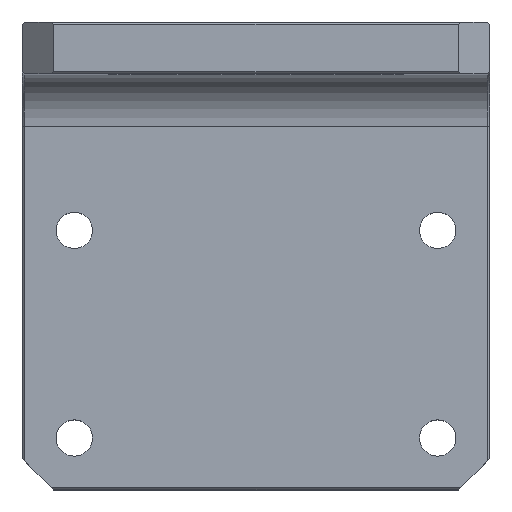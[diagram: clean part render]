
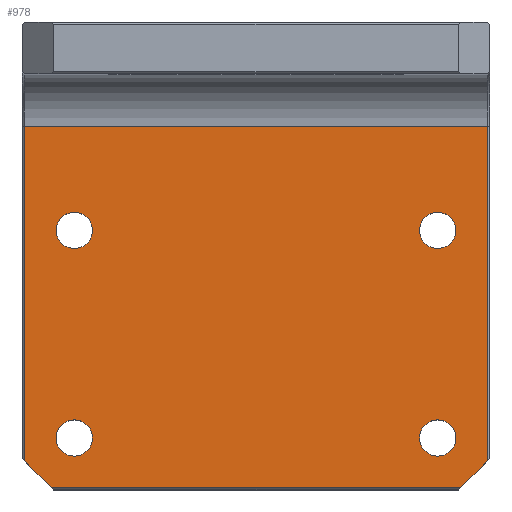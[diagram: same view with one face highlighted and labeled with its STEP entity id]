
A CAD part, top view. The second image highlights one B-rep face of the part: STEP entity #978.
In plain terms, the highlighted planar face has unit normal (0, 0, 1).
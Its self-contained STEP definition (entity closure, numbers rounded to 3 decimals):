
#7 = VERTEX_POINT ( 'NONE', #1675 ) ;
#13 = EDGE_LOOP ( 'NONE', ( #1652, #459 ) ) ;
#18 = AXIS2_PLACEMENT_3D ( 'NONE', #1414, #1350, #1348 ) ;
#46 = VERTEX_POINT ( 'NONE', #1367 ) ;
#55 = AXIS2_PLACEMENT_3D ( 'NONE', #1703, #1689, #1687 ) ;
#68 = VERTEX_POINT ( 'NONE', #710 ) ;
#79 = ORIENTED_EDGE ( 'NONE', *, *, #833, .T. ) ;
#136 = LINE ( 'NONE', #1218, #870 ) ;
#153 = VERTEX_POINT ( 'NONE', #685 ) ;
#192 = VERTEX_POINT ( 'NONE', #1044 ) ;
#208 = AXIS2_PLACEMENT_3D ( 'NONE', #358, #353, #345 ) ;
#215 = ORIENTED_EDGE ( 'NONE', *, *, #1267, .T. ) ;
#220 = ORIENTED_EDGE ( 'NONE', *, *, #669, .F. ) ;
#230 = AXIS2_PLACEMENT_3D ( 'NONE', #1021, #531, #855 ) ;
#234 = AXIS2_PLACEMENT_3D ( 'NONE', #1361, #653, #630 ) ;
#256 = ORIENTED_EDGE ( 'NONE', *, *, #1086, .F. ) ;
#265 = ORIENTED_EDGE ( 'NONE', *, *, #1550, .F. ) ;
#292 = ORIENTED_EDGE ( 'NONE', *, *, #1735, .T. ) ;
#295 = VERTEX_POINT ( 'NONE', #1134 ) ;
#296 = ORIENTED_EDGE ( 'NONE', *, *, #1439, .F. ) ;
#301 = AXIS2_PLACEMENT_3D ( 'NONE', #1229, #1258, #1190 ) ;
#307 = EDGE_LOOP ( 'NONE', ( #256, #1136 ) ) ;
#343 = CARTESIAN_POINT ( 'NONE',  ( -15.75, -15., 5. ) ) ;
#345 = DIRECTION ( 'NONE',  ( 1., 0., 0. ) ) ;
#352 = ORIENTED_EDGE ( 'NONE', *, *, #770, .F. ) ;
#353 = DIRECTION ( 'NONE',  ( 0., 0., 1. ) ) ;
#358 = CARTESIAN_POINT ( 'NONE',  ( 17.5, 5., 5. ) ) ;
#371 = AXIS2_PLACEMENT_3D ( 'NONE', #1395, #712, #1370 ) ;
#383 = VERTEX_POINT ( 'NONE', #785 ) ;
#459 = ORIENTED_EDGE ( 'NONE', *, *, #753, .F. ) ;
#472 = CARTESIAN_POINT ( 'NONE',  ( 17.5, -15., 5. ) ) ;
#486 = CARTESIAN_POINT ( 'NONE',  ( 22.3, 15., 5. ) ) ;
#507 = DIRECTION ( 'NONE',  ( -0.707, 0.707, 0. ) ) ;
#516 = ORIENTED_EDGE ( 'NONE', *, *, #766, .F. ) ;
#519 = EDGE_LOOP ( 'NONE', ( #952, #352 ) ) ;
#520 = VERTEX_POINT ( 'NONE', #343 ) ;
#525 = CARTESIAN_POINT ( 'NONE',  ( 19.25, -15., 5. ) ) ;
#527 = EDGE_LOOP ( 'NONE', ( #296, #292, #1091, #215, #265, #79 ) ) ;
#531 = DIRECTION ( 'NONE',  ( 0., 0., 1. ) ) ;
#534 = CIRCLE ( 'NONE', #18, 1.75 ) ;
#541 = CARTESIAN_POINT ( 'NONE',  ( -22.5, -17., 5. ) ) ;
#568 = EDGE_LOOP ( 'NONE', ( #220, #516 ) ) ;
#574 = LINE ( 'NONE', #541, #908 ) ;
#586 = VECTOR ( 'NONE', #1411, 1000. ) ;
#595 = VECTOR ( 'NONE', #704, 1000. ) ;
#616 = LINE ( 'NONE', #1650, #1160 ) ;
#630 = DIRECTION ( 'NONE',  ( 1., 0., 0. ) ) ;
#653 = DIRECTION ( 'NONE',  ( 0., 0., 1. ) ) ;
#669 = EDGE_CURVE ( 'NONE', #46, #520, #743, .T. ) ;
#679 = EDGE_CURVE ( 'NONE', #153, #7, #772, .T. ) ;
#685 = CARTESIAN_POINT ( 'NONE',  ( 19.25, 5., 5. ) ) ;
#704 = DIRECTION ( 'NONE',  ( -0.707, -0.707, 0. ) ) ;
#708 = DIRECTION ( 'NONE',  ( 1., 0., 0. ) ) ;
#710 = CARTESIAN_POINT ( 'NONE',  ( -15.75, 5., 5. ) ) ;
#712 = DIRECTION ( 'NONE',  ( 0., 0., 1. ) ) ;
#743 = CIRCLE ( 'NONE', #371, 1.75 ) ;
#753 = EDGE_CURVE ( 'NONE', #1260, #1509, #814, .T. ) ;
#766 = EDGE_CURVE ( 'NONE', #520, #46, #822, .T. ) ;
#770 = EDGE_CURVE ( 'NONE', #7, #153, #823, .T. ) ;
#772 = CIRCLE ( 'NONE', #301, 1.75 ) ;
#782 = LINE ( 'NONE', #1544, #586 ) ;
#785 = CARTESIAN_POINT ( 'NONE',  ( -19.7, -19.8, 5. ) ) ;
#814 = CIRCLE ( 'NONE', #234, 1.75 ) ;
#822 = CIRCLE ( 'NONE', #230, 1.75 ) ;
#823 = CIRCLE ( 'NONE', #208, 1.75 ) ;
#833 = EDGE_CURVE ( 'NONE', #383, #192, #857, .T. ) ;
#847 = DIRECTION ( 'NONE',  ( 0., 0., 1. ) ) ;
#855 = DIRECTION ( 'NONE',  ( 1., 0., 0. ) ) ;
#857 = LINE ( 'NONE', #1476, #868 ) ;
#868 = VECTOR ( 'NONE', #1365, 1000. ) ;
#870 = VECTOR ( 'NONE', #1213, 1000. ) ;
#886 = DIRECTION ( 'NONE',  ( 1., 0., 0. ) ) ;
#887 = DIRECTION ( 'NONE',  ( 0., 0., 1. ) ) ;
#889 = CARTESIAN_POINT ( 'NONE',  ( -17.5, 5., 5. ) ) ;
#908 = VECTOR ( 'NONE', #507, 1000. ) ;
#917 = FACE_OUTER_BOUND ( 'NONE', #527, .T. ) ;
#952 = ORIENTED_EDGE ( 'NONE', *, *, #679, .F. ) ;
#975 = VERTEX_POINT ( 'NONE', #1068 ) ;
#978 = ADVANCED_FACE ( 'NONE', ( #1158, #1189, #1182, #1193, #917 ), #1710, .T. ) ;
#1021 = CARTESIAN_POINT ( 'NONE',  ( -17.5, -15., 5. ) ) ;
#1044 = CARTESIAN_POINT ( 'NONE',  ( 19.7, -19.8, 5. ) ) ;
#1068 = CARTESIAN_POINT ( 'NONE',  ( -22.3, 15., 5. ) ) ;
#1083 = VERTEX_POINT ( 'NONE', #1352 ) ;
#1086 = EDGE_CURVE ( 'NONE', #295, #68, #534, .T. ) ;
#1091 = ORIENTED_EDGE ( 'NONE', *, *, #1698, .T. ) ;
#1134 = CARTESIAN_POINT ( 'NONE',  ( -19.25, 5., 5. ) ) ;
#1136 = ORIENTED_EDGE ( 'NONE', *, *, #1354, .F. ) ;
#1158 = FACE_BOUND ( 'NONE', #568, .T. ) ;
#1160 = VECTOR ( 'NONE', #1656, 1000. ) ;
#1165 = CARTESIAN_POINT ( 'NONE',  ( 19.5, -20., 5. ) ) ;
#1182 = FACE_BOUND ( 'NONE', #519, .T. ) ;
#1189 = FACE_BOUND ( 'NONE', #307, .T. ) ;
#1190 = DIRECTION ( 'NONE',  ( 1., 0., 0. ) ) ;
#1193 = FACE_BOUND ( 'NONE', #13, .T. ) ;
#1213 = DIRECTION ( 'NONE',  ( 0., -1., 0. ) ) ;
#1218 = CARTESIAN_POINT ( 'NONE',  ( -22.3, -17., 5. ) ) ;
#1227 = VERTEX_POINT ( 'NONE', #1302 ) ;
#1229 = CARTESIAN_POINT ( 'NONE',  ( 17.5, 5., 5. ) ) ;
#1238 = CARTESIAN_POINT ( 'NONE',  ( 15.75, -15., 5. ) ) ;
#1258 = DIRECTION ( 'NONE',  ( 0., 0., 1. ) ) ;
#1260 = VERTEX_POINT ( 'NONE', #1238 ) ;
#1267 = EDGE_CURVE ( 'NONE', #975, #1083, #136, .T. ) ;
#1302 = CARTESIAN_POINT ( 'NONE',  ( 22.3, -17.2, 5. ) ) ;
#1348 = DIRECTION ( 'NONE',  ( 1., 0., 0. ) ) ;
#1350 = DIRECTION ( 'NONE',  ( 0., 0., 1. ) ) ;
#1352 = CARTESIAN_POINT ( 'NONE',  ( -22.3, -17.2, 5. ) ) ;
#1354 = EDGE_CURVE ( 'NONE', #68, #295, #1363, .T. ) ;
#1361 = CARTESIAN_POINT ( 'NONE',  ( 17.5, -15., 5. ) ) ;
#1363 = CIRCLE ( 'NONE', #1417, 1.75 ) ;
#1365 = DIRECTION ( 'NONE',  ( 1., 0., 0. ) ) ;
#1367 = CARTESIAN_POINT ( 'NONE',  ( -19.25, -15., 5. ) ) ;
#1370 = DIRECTION ( 'NONE',  ( 1., 0., 0. ) ) ;
#1395 = CARTESIAN_POINT ( 'NONE',  ( -17.5, -15., 5. ) ) ;
#1411 = DIRECTION ( 'NONE',  ( -1., 0., 0. ) ) ;
#1414 = CARTESIAN_POINT ( 'NONE',  ( -17.5, 5., 5. ) ) ;
#1417 = AXIS2_PLACEMENT_3D ( 'NONE', #889, #887, #886 ) ;
#1422 = CIRCLE ( 'NONE', #1678, 1.75 ) ;
#1439 = EDGE_CURVE ( 'NONE', #1227, #192, #1466, .T. ) ;
#1466 = LINE ( 'NONE', #1165, #595 ) ;
#1476 = CARTESIAN_POINT ( 'NONE',  ( 19.5, -19.8, 5. ) ) ;
#1509 = VERTEX_POINT ( 'NONE', #525 ) ;
#1544 = CARTESIAN_POINT ( 'NONE',  ( 0., 15., 5. ) ) ;
#1550 = EDGE_CURVE ( 'NONE', #383, #1083, #574, .T. ) ;
#1563 = EDGE_CURVE ( 'NONE', #1509, #1260, #1422, .T. ) ;
#1571 = VERTEX_POINT ( 'NONE', #486 ) ;
#1650 = CARTESIAN_POINT ( 'NONE',  ( 22.3, 15., 5. ) ) ;
#1652 = ORIENTED_EDGE ( 'NONE', *, *, #1563, .F. ) ;
#1656 = DIRECTION ( 'NONE',  ( 0., 1., 0. ) ) ;
#1675 = CARTESIAN_POINT ( 'NONE',  ( 15.75, 5., 5. ) ) ;
#1678 = AXIS2_PLACEMENT_3D ( 'NONE', #472, #847, #708 ) ;
#1687 = DIRECTION ( 'NONE',  ( 1., 0., 0. ) ) ;
#1689 = DIRECTION ( 'NONE',  ( 0., 0., 1. ) ) ;
#1698 = EDGE_CURVE ( 'NONE', #1571, #975, #782, .T. ) ;
#1703 = CARTESIAN_POINT ( 'NONE',  ( 0., 0., 5. ) ) ;
#1710 = PLANE ( 'NONE',  #55 ) ;
#1735 = EDGE_CURVE ( 'NONE', #1227, #1571, #616, .T. ) ;
